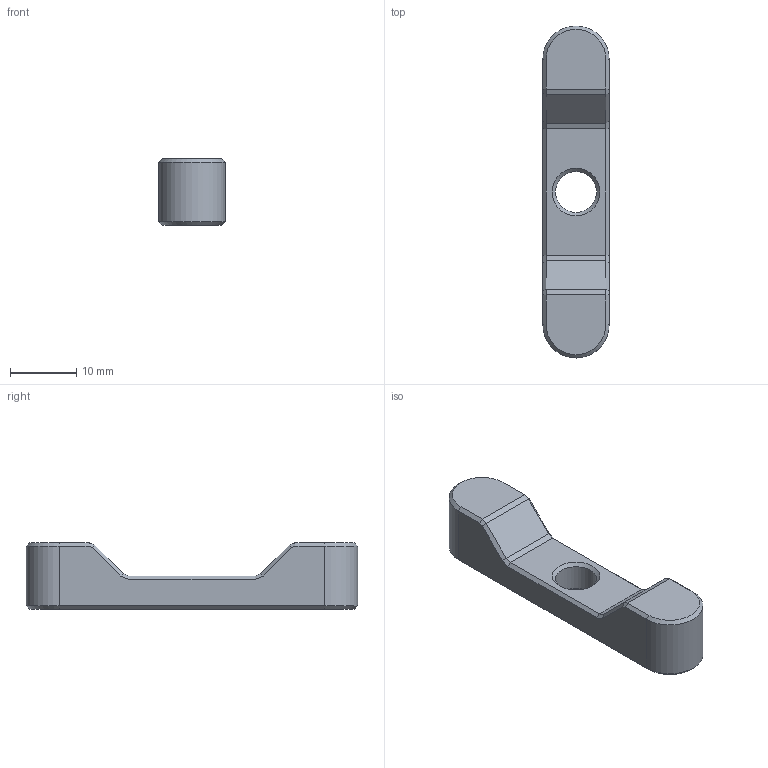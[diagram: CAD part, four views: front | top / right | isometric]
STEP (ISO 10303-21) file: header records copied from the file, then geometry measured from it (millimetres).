
FILE_DESCRIPTION(('Open CASCADE Model'),'2;1');
FILE_NAME('Open CASCADE Shape Model','2025-07-09T17:51:48',('Author'),( 'Open CASCADE'),'Open CASCADE STEP processor 7.7','Open CASCADE 7.7' ,'Unknown');
FILE_SCHEMA(('AUTOMOTIVE_DESIGN { 1 0 10303 214 1 1 1 1 }'));
Length unit declared in the file: millimetre
Products named in the file (1): Open CASCADE STEP translator 7.7 878
Bounding box: 10 x 50 x 10 mm (x, y, z)
Volume: 3211.8 mm3; surface area: 1934.3 mm2
Topology: 1 solids, 1 shells, 49 faces, 105 edges, 60 vertices
Faces by surface type: plane 34, cone 10, cylinder 5
Full cylindrical faces by diameter (mm): 4.2 x2, 6.2 x1
Entity records: 2682 total; most frequent: CARTESIAN_POINT 473, DIRECTION 427, LINE 285, VECTOR 285, ORIENTED_EDGE 210, PCURVE 210, DEFINITIONAL_REPRESENTATION 210, EDGE_CURVE 105
